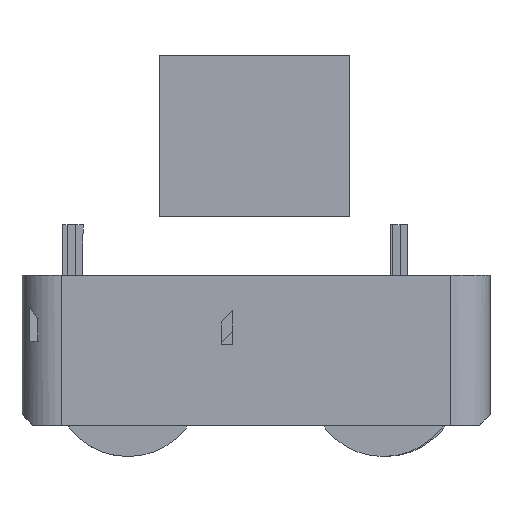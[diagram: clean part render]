
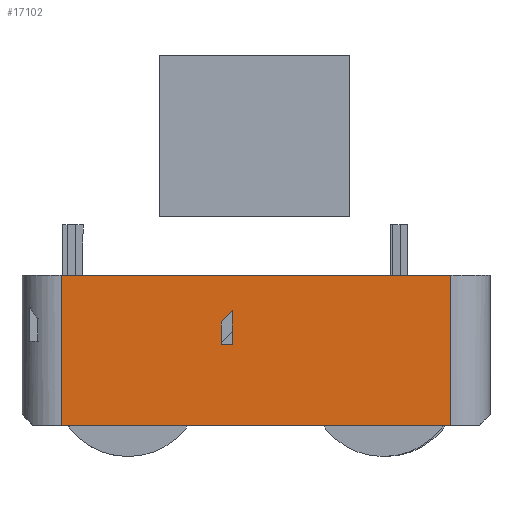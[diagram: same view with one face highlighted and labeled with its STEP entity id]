
A CAD part, left-side view. The second image highlights one B-rep face of the part: STEP entity #17102.
In plain terms, the highlighted planar face has unit normal (-1, 0, 0).
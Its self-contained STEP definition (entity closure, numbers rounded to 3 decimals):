
#250=FACE_BOUND('',#2665,.T.);
#1641=FACE_OUTER_BOUND('',#2664,.T.);
#2664=EDGE_LOOP('',(#15120,#15121,#15122,#15123));
#2665=EDGE_LOOP('',(#15124,#15125,#15126,#15127));
#2999=LINE('',#23609,#4985);
#3858=LINE('',#25973,#5844);
#4105=LINE('',#26504,#6091);
#4107=LINE('',#26508,#6093);
#4109=LINE('',#26512,#6095);
#4111=LINE('',#26515,#6097);
#4586=LINE('',#27544,#6572);
#4590=LINE('',#27572,#6576);
#4985=VECTOR('',#19057,10.);
#5844=VECTOR('',#20908,10.);
#6091=VECTOR('',#21409,10.);
#6093=VECTOR('',#21413,10.);
#6095=VECTOR('',#21417,10.);
#6097=VECTOR('',#21421,10.);
#6572=VECTOR('',#22476,10.);
#6576=VECTOR('',#22524,10.);
#6950=VERTEX_POINT('',#23606);
#6951=VERTEX_POINT('',#23608);
#7779=VERTEX_POINT('',#25971);
#7780=VERTEX_POINT('',#25972);
#7936=VERTEX_POINT('',#26501);
#7937=VERTEX_POINT('',#26503);
#7938=VERTEX_POINT('',#26507);
#7939=VERTEX_POINT('',#26511);
#8636=EDGE_CURVE('',#6950,#6951,#2999,.T.);
#9751=EDGE_CURVE('',#7779,#7780,#3858,.T.);
#10030=EDGE_CURVE('',#7937,#7936,#4105,.T.);
#10032=EDGE_CURVE('',#7938,#7937,#4107,.T.);
#10034=EDGE_CURVE('',#7939,#7938,#4109,.T.);
#10036=EDGE_CURVE('',#7936,#7939,#4111,.T.);
#10534=EDGE_CURVE('',#7779,#6951,#4586,.T.);
#10541=EDGE_CURVE('',#7780,#6950,#4590,.T.);
#15120=ORIENTED_EDGE('',*,*,#10541,.F.);
#15121=ORIENTED_EDGE('',*,*,#9751,.F.);
#15122=ORIENTED_EDGE('',*,*,#10534,.T.);
#15123=ORIENTED_EDGE('',*,*,#8636,.F.);
#15124=ORIENTED_EDGE('',*,*,#10034,.T.);
#15125=ORIENTED_EDGE('',*,*,#10032,.T.);
#15126=ORIENTED_EDGE('',*,*,#10030,.T.);
#15127=ORIENTED_EDGE('',*,*,#10036,.T.);
#16283=PLANE('',#18348);
#17102=ADVANCED_FACE('',(#1641,#250),#16283,.T.);
#18348=AXIS2_PLACEMENT_3D('',#27577,#22531,#22532);
#19057=DIRECTION('',(0.,-1.,0.));
#20908=DIRECTION('',(0.,1.,0.));
#21409=DIRECTION('',(0.,0.,1.));
#21413=DIRECTION('',(0.,1.,0.));
#21417=DIRECTION('',(0.,0.,-1.));
#21421=DIRECTION('',(0.,-0.707,0.707));
#22476=DIRECTION('',(0.,0.,1.));
#22524=DIRECTION('',(0.,0.,1.));
#22531=DIRECTION('center_axis',(-1.,0.,0.));
#22532=DIRECTION('ref_axis',(0.,1.,0.));
#23606=CARTESIAN_POINT('',(-22.369,-111.172,63.));
#23608=CARTESIAN_POINT('',(-22.369,-285.172,63.));
#23609=CARTESIAN_POINT('',(-22.369,-196.172,63.));
#25971=CARTESIAN_POINT('',(-22.369,-285.172,-4.));
#25972=CARTESIAN_POINT('',(-22.369,-111.172,-4.));
#25973=CARTESIAN_POINT('',(-22.369,-111.172,-4.));
#26501=CARTESIAN_POINT('',(-22.369,-182.674,42.095));
#26503=CARTESIAN_POINT('',(-22.369,-182.674,32.095));
#26504=CARTESIAN_POINT('',(-22.369,-182.674,16.048));
#26507=CARTESIAN_POINT('',(-22.369,-187.674,32.095));
#26508=CARTESIAN_POINT('',(-22.369,-234.423,32.095));
#26511=CARTESIAN_POINT('',(-22.369,-187.674,47.095));
#26512=CARTESIAN_POINT('',(-22.369,-187.674,23.548));
#26515=CARTESIAN_POINT('',(-22.369,-196.775,56.196));
#27544=CARTESIAN_POINT('',(-22.369,-285.172,0.));
#27572=CARTESIAN_POINT('',(-22.369,-111.172,0.));
#27577=CARTESIAN_POINT('Origin',(-22.369,-281.172,0.));
